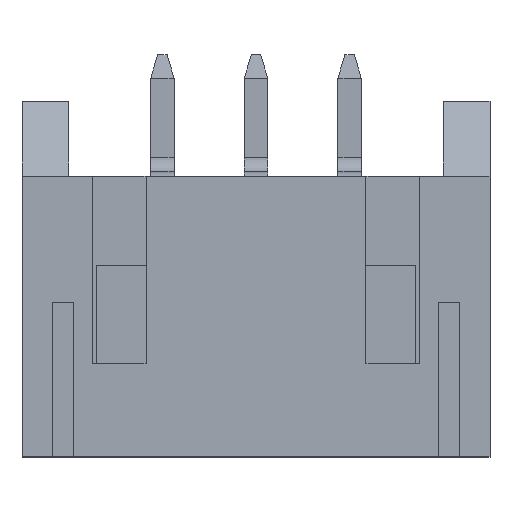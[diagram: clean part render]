
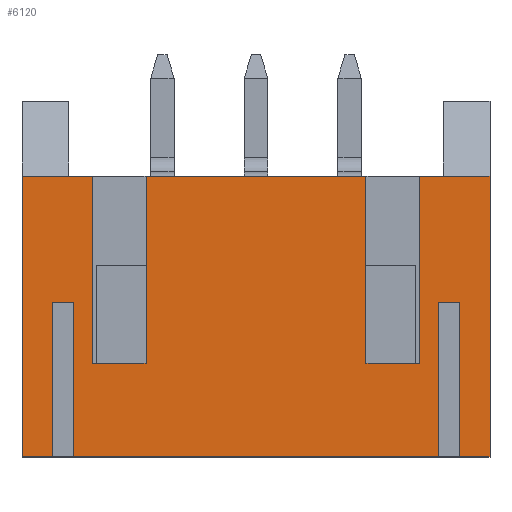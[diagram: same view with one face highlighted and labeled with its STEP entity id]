
A CAD part, top view. The second image highlights one B-rep face of the part: STEP entity #6120.
In plain terms, the highlighted face is planar.
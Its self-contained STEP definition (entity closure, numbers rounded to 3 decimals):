
#736=ORIENTED_EDGE('',*,*,#1571,.T.);
#737=ORIENTED_EDGE('',*,*,#1794,.F.);
#738=ORIENTED_EDGE('',*,*,#1674,.T.);
#739=ORIENTED_EDGE('',*,*,#1671,.T.);
#740=ORIENTED_EDGE('',*,*,#1668,.T.);
#741=ORIENTED_EDGE('',*,*,#1795,.F.);
#742=ORIENTED_EDGE('',*,*,#1762,.T.);
#743=ORIENTED_EDGE('',*,*,#1792,.T.);
#744=ORIENTED_EDGE('',*,*,#1683,.F.);
#745=ORIENTED_EDGE('',*,*,#1677,.T.);
#746=ORIENTED_EDGE('',*,*,#1687,.T.);
#747=ORIENTED_EDGE('',*,*,#1791,.T.);
#748=ORIENTED_EDGE('',*,*,#1588,.F.);
#749=ORIENTED_EDGE('',*,*,#1581,.T.);
#750=ORIENTED_EDGE('',*,*,#1586,.T.);
#751=ORIENTED_EDGE('',*,*,#1790,.T.);
#752=ORIENTED_EDGE('',*,*,#1757,.F.);
#753=ORIENTED_EDGE('',*,*,#1796,.F.);
#754=ORIENTED_EDGE('',*,*,#1568,.T.);
#755=ORIENTED_EDGE('',*,*,#1563,.T.);
#1563=EDGE_CURVE('',#2182,#2183,#2608,.T.);
#1568=EDGE_CURVE('',#2187,#2182,#2613,.T.);
#1571=EDGE_CURVE('',#2183,#2189,#2616,.T.);
#1581=EDGE_CURVE('',#2194,#2196,#2626,.T.);
#1586=EDGE_CURVE('',#2196,#2199,#2631,.T.);
#1588=EDGE_CURVE('',#2194,#2200,#2633,.T.);
#1668=EDGE_CURVE('',#2261,#2262,#2707,.T.);
#1671=EDGE_CURVE('',#2263,#2261,#2710,.T.);
#1674=EDGE_CURVE('',#2265,#2263,#2713,.T.);
#1677=EDGE_CURVE('',#2266,#2267,#2716,.T.);
#1683=EDGE_CURVE('',#2266,#2271,#2722,.T.);
#1687=EDGE_CURVE('',#2267,#2273,#2726,.T.);
#1757=EDGE_CURVE('',#2319,#2320,#2792,.T.);
#1762=EDGE_CURVE('',#2322,#2321,#2797,.T.);
#1790=EDGE_CURVE('',#2199,#2320,#2825,.T.);
#1791=EDGE_CURVE('',#2273,#2200,#2826,.T.);
#1792=EDGE_CURVE('',#2321,#2271,#2827,.T.);
#1794=EDGE_CURVE('',#2265,#2189,#2829,.T.);
#1795=EDGE_CURVE('',#2322,#2262,#2830,.T.);
#1796=EDGE_CURVE('',#2187,#2319,#2831,.T.);
#2182=VERTEX_POINT('',#8074);
#2183=VERTEX_POINT('',#8075);
#2187=VERTEX_POINT('',#8085);
#2189=VERTEX_POINT('',#8091);
#2194=VERTEX_POINT('',#8105);
#2196=VERTEX_POINT('',#8109);
#2199=VERTEX_POINT('',#8119);
#2200=VERTEX_POINT('',#8123);
#2261=VERTEX_POINT('',#8289);
#2262=VERTEX_POINT('',#8290);
#2263=VERTEX_POINT('',#8295);
#2265=VERTEX_POINT('',#8301);
#2266=VERTEX_POINT('',#8306);
#2267=VERTEX_POINT('',#8307);
#2271=VERTEX_POINT('',#8316);
#2273=VERTEX_POINT('',#8325);
#2319=VERTEX_POINT('',#8459);
#2320=VERTEX_POINT('',#8461);
#2321=VERTEX_POINT('',#8467);
#2322=VERTEX_POINT('',#8469);
#2608=LINE('',#8073,#3169);
#2613=LINE('',#8084,#3174);
#2616=LINE('',#8090,#3177);
#2626=LINE('',#8110,#3187);
#2631=LINE('',#8120,#3192);
#2633=LINE('',#8124,#3194);
#2707=LINE('',#8288,#3268);
#2710=LINE('',#8294,#3271);
#2713=LINE('',#8300,#3274);
#2716=LINE('',#8305,#3277);
#2722=LINE('',#8318,#3283);
#2726=LINE('',#8326,#3287);
#2792=LINE('',#8460,#3353);
#2797=LINE('',#8468,#3358);
#2825=LINE('',#8515,#3386);
#2826=LINE('',#8516,#3387);
#2827=LINE('',#8517,#3388);
#2829=LINE('',#8521,#3390);
#2830=LINE('',#8522,#3391);
#2831=LINE('',#8523,#3392);
#3169=VECTOR('',#6818,1000.);
#3174=VECTOR('',#6825,1000.);
#3177=VECTOR('',#6830,1000.);
#3187=VECTOR('',#6844,1000.);
#3192=VECTOR('',#6853,1000.);
#3194=VECTOR('',#6857,1000.);
#3268=VECTOR('',#6991,1000.);
#3271=VECTOR('',#6996,1000.);
#3274=VECTOR('',#7001,1000.);
#3277=VECTOR('',#7006,1000.);
#3283=VECTOR('',#7014,1000.);
#3287=VECTOR('',#7022,1000.);
#3353=VECTOR('',#7132,1000.);
#3358=VECTOR('',#7139,1000.);
#3386=VECTOR('',#7187,1000.);
#3387=VECTOR('',#7188,1000.);
#3388=VECTOR('',#7189,1000.);
#3390=VECTOR('',#7195,1000.);
#3391=VECTOR('',#7196,1000.);
#3392=VECTOR('',#7197,1000.);
#3732=EDGE_LOOP('',(#736,#737,#738,#739,#740,#741,#742,#743,#744,#745,#746,
#747,#748,#749,#750,#751,#752,#753,#754,#755));
#3977=FACE_BOUND('',#3732,.T.);
#4222=PLANE('',#6394);
#6120=ADVANCED_FACE('',(#3977),#4222,.T.);
#6394=AXIS2_PLACEMENT_3D('',#8520,#7193,#7194);
#6818=DIRECTION('',(1.,0.,0.));
#6825=DIRECTION('',(0.,0.,1.));
#6830=DIRECTION('',(0.,0.,-1.));
#6844=DIRECTION('',(-1.,0.,0.));
#6853=DIRECTION('',(0.,0.,1.));
#6857=DIRECTION('',(0.,0.,1.));
#6991=DIRECTION('',(0.,0.,-1.));
#6996=DIRECTION('',(1.,0.,0.));
#7001=DIRECTION('',(0.,0.,1.));
#7006=DIRECTION('',(-1.,0.,0.));
#7014=DIRECTION('',(0.,0.,1.));
#7022=DIRECTION('',(0.,0.,1.));
#7132=DIRECTION('',(0.,0.,1.));
#7139=DIRECTION('',(0.,0.,1.));
#7187=DIRECTION('',(-1.,0.,0.));
#7188=DIRECTION('',(-1.,0.,0.));
#7189=DIRECTION('',(-1.,0.,0.));
#7193=DIRECTION('',(0.,-1.,0.));
#7194=DIRECTION('',(0.,0.,-1.));
#7195=DIRECTION('',(-1.,0.,0.));
#7196=DIRECTION('',(-1.,0.,0.));
#7197=DIRECTION('',(-1.,0.,0.));
#8073=CARTESIAN_POINT('',(-3.5,-2.75,1.));
#8074=CARTESIAN_POINT('',(-3.5,-2.75,1.));
#8075=CARTESIAN_POINT('',(-2.35,-2.75,1.));
#8084=CARTESIAN_POINT('',(-3.5,-2.75,-3.));
#8085=CARTESIAN_POINT('',(-3.5,-2.75,-3.));
#8090=CARTESIAN_POINT('',(-2.35,-2.75,1.));
#8091=CARTESIAN_POINT('',(-2.35,-2.75,-3.));
#8105=CARTESIAN_POINT('',(-3.9,-2.75,-0.3));
#8109=CARTESIAN_POINT('',(-4.35,-2.75,-0.3));
#8110=CARTESIAN_POINT('',(-3.9,-2.75,-0.3));
#8119=CARTESIAN_POINT('',(-4.35,-2.75,3.));
#8120=CARTESIAN_POINT('',(-4.35,-2.75,-0.3));
#8123=CARTESIAN_POINT('',(-3.9,-2.75,3.));
#8124=CARTESIAN_POINT('',(-3.9,-2.75,-0.3));
#8288=CARTESIAN_POINT('',(3.5,-2.75,1.));
#8289=CARTESIAN_POINT('',(3.5,-2.75,1.));
#8290=CARTESIAN_POINT('',(3.5,-2.75,-3.));
#8294=CARTESIAN_POINT('',(2.35,-2.75,1.));
#8295=CARTESIAN_POINT('',(2.35,-2.75,1.));
#8300=CARTESIAN_POINT('',(2.35,-2.75,-3.));
#8301=CARTESIAN_POINT('',(2.35,-2.75,-3.));
#8305=CARTESIAN_POINT('',(4.35,-2.75,-0.3));
#8306=CARTESIAN_POINT('',(4.35,-2.75,-0.3));
#8307=CARTESIAN_POINT('',(3.9,-2.75,-0.3));
#8316=CARTESIAN_POINT('',(4.35,-2.75,3.));
#8318=CARTESIAN_POINT('',(4.35,-2.75,-0.3));
#8325=CARTESIAN_POINT('',(3.9,-2.75,3.));
#8326=CARTESIAN_POINT('',(3.9,-2.75,-0.3));
#8459=CARTESIAN_POINT('',(-5.,-2.75,-3.));
#8460=CARTESIAN_POINT('',(-5.,-2.75,-3.));
#8461=CARTESIAN_POINT('',(-5.,-2.75,3.));
#8467=CARTESIAN_POINT('',(5.,-2.75,3.));
#8468=CARTESIAN_POINT('',(5.,-2.75,-3.));
#8469=CARTESIAN_POINT('',(5.,-2.75,-3.));
#8515=CARTESIAN_POINT('',(5.,-2.75,3.));
#8516=CARTESIAN_POINT('',(5.,-2.75,3.));
#8517=CARTESIAN_POINT('',(5.,-2.75,3.));
#8520=CARTESIAN_POINT('',(5.,-2.75,-3.));
#8521=CARTESIAN_POINT('',(5.,-2.75,-3.));
#8522=CARTESIAN_POINT('',(5.,-2.75,-3.));
#8523=CARTESIAN_POINT('',(5.,-2.75,-3.));
